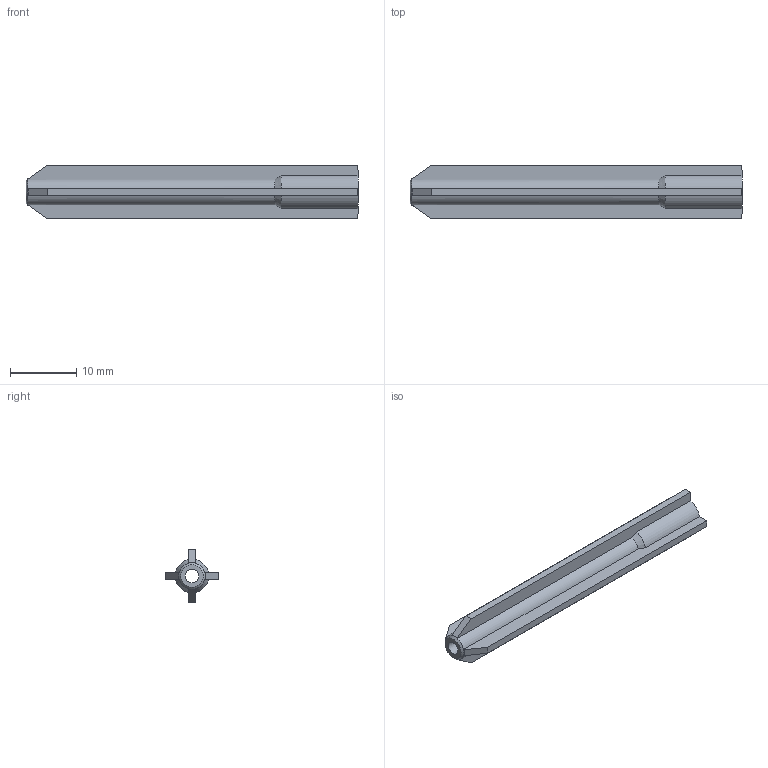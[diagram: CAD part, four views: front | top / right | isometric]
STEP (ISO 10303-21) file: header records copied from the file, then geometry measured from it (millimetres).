
FILE_DESCRIPTION(/* description */ ('STEP AP214'),/* implementation_level */ '2;1');
FILE_NAME(/* name */ 'SFS 128854',/* time_stamp */ '2022-10-20T13:58:14+02:00',/* author */ ('License CC BY-ND 4.0'),/* organization */ ('CADENAS'),/* preprocessor_version */ 'ST-DEVELOPER v18.102',/* originating_system */ 'PARTsolutions',/* authorisation */ ' ');
FILE_SCHEMA (('AUTOMOTIVE_DESIGN {1 0 10303 214 3 1 1}'));
Length unit declared in the file: millimetre
Products named in the file (1): SFS 128854
Bounding box: 50 x 8.1 x 8.1 mm (x, y, z)
Volume: 969.3 mm3; surface area: 1788.9 mm2
Topology: 1 solids, 1 shells, 37 faces, 99 edges, 64 vertices
Faces by surface type: plane 26, cylinder 6, cone 5
Full cylindrical faces by diameter (mm): 2.04 x1, 4 x1
Entity records: 1176 total; most frequent: CARTESIAN_POINT 222, ORIENTED_EDGE 192, DIRECTION 188, EDGE_CURVE 96, LINE 64, VECTOR 64, VERTEX_POINT 64, AXIS2_PLACEMENT_3D 62
